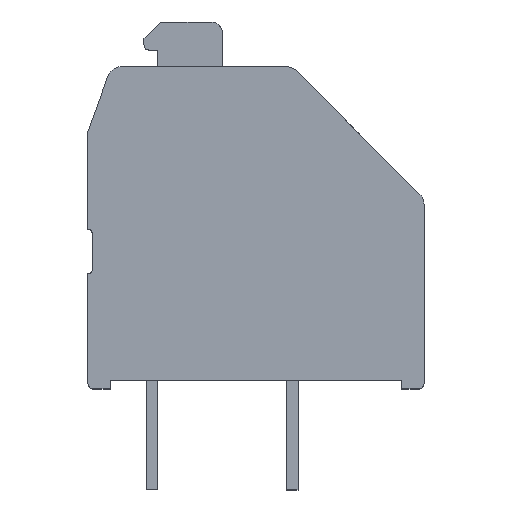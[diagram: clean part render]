
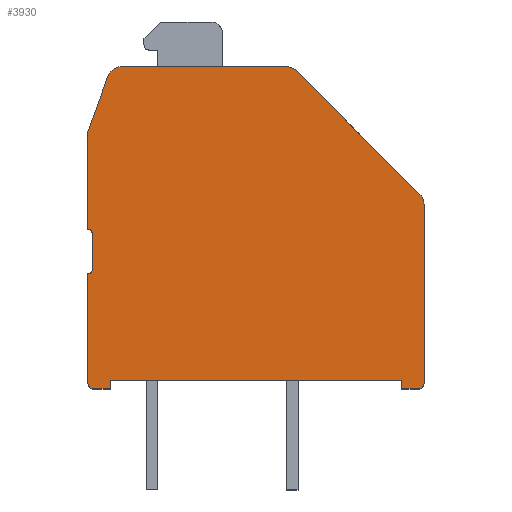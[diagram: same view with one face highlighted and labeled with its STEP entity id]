
A CAD part, top view. The second image highlights one B-rep face of the part: STEP entity #3930.
In plain terms, the highlighted planar face has unit normal (0, 0, 1).
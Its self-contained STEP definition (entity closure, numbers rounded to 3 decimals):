
#29=CIRCLE('',#4016,0.5);
#50=CIRCLE('',#4089,0.15);
#52=CIRCLE('',#4093,0.15);
#54=CIRCLE('',#4098,0.5);
#56=CIRCLE('',#4101,0.5);
#71=CIRCLE('',#4149,0.2);
#72=CIRCLE('',#4155,0.2);
#140=PLANE('',#4156);
#205=LINE('',#5065,#542);
#299=LINE('',#5305,#636);
#348=LINE('',#5423,#685);
#353=LINE('',#5434,#690);
#358=LINE('',#5448,#695);
#365=LINE('',#5465,#702);
#382=LINE('',#5495,#719);
#387=LINE('',#5511,#724);
#430=LINE('',#5632,#767);
#431=LINE('',#5634,#768);
#433=LINE('',#5638,#770);
#435=LINE('',#5642,#772);
#542=VECTOR('',#4255,1000.);
#636=VECTOR('',#4463,1000.);
#685=VECTOR('',#4558,1000.);
#690=VECTOR('',#4565,1000.);
#695=VECTOR('',#4578,1000.);
#702=VECTOR('',#4593,1000.);
#719=VECTOR('',#4612,1000.);
#724=VECTOR('',#4631,1000.);
#767=VECTOR('',#4770,1000.);
#768=VECTOR('',#4773,1000.);
#770=VECTOR('',#4777,1000.);
#772=VECTOR('',#4781,1000.);
#1375=ORIENTED_EDGE('',*,*,#1905,.T.);
#1376=ORIENTED_EDGE('',*,*,#1909,.F.);
#1377=ORIENTED_EDGE('',*,*,#1912,.T.);
#1378=ORIENTED_EDGE('',*,*,#1915,.F.);
#1379=ORIENTED_EDGE('',*,*,#1921,.T.);
#1380=ORIENTED_EDGE('',*,*,#2003,.T.);
#1381=ORIENTED_EDGE('',*,*,#2005,.T.);
#1382=ORIENTED_EDGE('',*,*,#2006,.T.);
#1383=ORIENTED_EDGE('',*,*,#1900,.T.);
#1384=ORIENTED_EDGE('',*,*,#2008,.T.);
#1385=ORIENTED_EDGE('',*,*,#2010,.T.);
#1386=ORIENTED_EDGE('',*,*,#2011,.T.);
#1387=ORIENTED_EDGE('',*,*,#1938,.T.);
#1388=ORIENTED_EDGE('',*,*,#1942,.T.);
#1389=ORIENTED_EDGE('',*,*,#1718,.T.);
#1390=ORIENTED_EDGE('',*,*,#1735,.T.);
#1391=ORIENTED_EDGE('',*,*,#1841,.T.);
#1392=ORIENTED_EDGE('',*,*,#1945,.T.);
#1393=ORIENTED_EDGE('',*,*,#1947,.T.);
#1718=EDGE_CURVE('',#2136,#2135,#205,.T.);
#1735=EDGE_CURVE('',#2135,#2149,#29,.T.);
#1841=EDGE_CURVE('',#2149,#2224,#299,.T.);
#1900=EDGE_CURVE('',#2271,#2270,#348,.T.);
#1905=EDGE_CURVE('',#2276,#2275,#353,.T.);
#1909=EDGE_CURVE('',#2278,#2275,#50,.T.);
#1912=EDGE_CURVE('',#2278,#2280,#358,.T.);
#1915=EDGE_CURVE('',#2282,#2280,#52,.T.);
#1921=EDGE_CURVE('',#2282,#2286,#365,.T.);
#1938=EDGE_CURVE('',#2299,#2298,#382,.T.);
#1942=EDGE_CURVE('',#2298,#2136,#54,.T.);
#1945=EDGE_CURVE('',#2224,#2302,#56,.T.);
#1947=EDGE_CURVE('',#2302,#2276,#387,.T.);
#2003=EDGE_CURVE('',#2286,#2331,#71,.T.);
#2005=EDGE_CURVE('',#2331,#2332,#430,.T.);
#2006=EDGE_CURVE('',#2332,#2271,#431,.T.);
#2008=EDGE_CURVE('',#2270,#2333,#433,.T.);
#2010=EDGE_CURVE('',#2333,#2334,#435,.T.);
#2011=EDGE_CURVE('',#2334,#2299,#72,.T.);
#2135=VERTEX_POINT('',#5064);
#2136=VERTEX_POINT('',#5066);
#2149=VERTEX_POINT('',#5097);
#2224=VERTEX_POINT('',#5304);
#2270=VERTEX_POINT('',#5422);
#2271=VERTEX_POINT('',#5424);
#2275=VERTEX_POINT('',#5433);
#2276=VERTEX_POINT('',#5435);
#2278=VERTEX_POINT('',#5441);
#2280=VERTEX_POINT('',#5447);
#2282=VERTEX_POINT('',#5453);
#2286=VERTEX_POINT('',#5464);
#2298=VERTEX_POINT('',#5494);
#2299=VERTEX_POINT('',#5496);
#2302=VERTEX_POINT('',#5507);
#2331=VERTEX_POINT('',#5627);
#2332=VERTEX_POINT('',#5631);
#2333=VERTEX_POINT('',#5637);
#2334=VERTEX_POINT('',#5641);
#2514=EDGE_LOOP('',(#1375,#1376,#1377,#1378,#1379,#1380,#1381,#1382,#1383,
#1384,#1385,#1386,#1387,#1388,#1389,#1390,#1391,#1392,#1393));
#2673=FACE_BOUND('',#2514,.T.);
#3930=ADVANCED_FACE('',(#2673),#140,.T.);
#4016=AXIS2_PLACEMENT_3D('',#5098,#4284,#4285);
#4089=AXIS2_PLACEMENT_3D('',#5442,#4572,#4573);
#4093=AXIS2_PLACEMENT_3D('',#5454,#4584,#4585);
#4098=AXIS2_PLACEMENT_3D('',#5502,#4619,#4620);
#4101=AXIS2_PLACEMENT_3D('',#5508,#4626,#4627);
#4149=AXIS2_PLACEMENT_3D('',#5628,#4765,#4766);
#4155=AXIS2_PLACEMENT_3D('',#5644,#4784,#4785);
#4156=AXIS2_PLACEMENT_3D('',#5645,#4786,#4787);
#4255=DIRECTION('',(-0.707,0.707,0.));
#4284=DIRECTION('',(0.,0.,1.));
#4285=DIRECTION('',(1.,0.,0.));
#4463=DIRECTION('',(-1.,0.,0.));
#4558=DIRECTION('',(1.,0.,0.));
#4565=DIRECTION('',(0.,-1.,0.));
#4572=DIRECTION('',(0.,0.,1.));
#4573=DIRECTION('',(1.,0.,0.));
#4578=DIRECTION('',(0.,-1.,0.));
#4584=DIRECTION('',(0.,0.,1.));
#4585=DIRECTION('',(1.,0.,0.));
#4593=DIRECTION('',(0.,-1.,0.));
#4612=DIRECTION('',(0.,1.,0.));
#4619=DIRECTION('',(0.,0.,1.));
#4620=DIRECTION('',(1.,0.,0.));
#4626=DIRECTION('',(0.,0.,1.));
#4627=DIRECTION('',(1.,0.,0.));
#4631=DIRECTION('',(-0.342,-0.94,0.));
#4765=DIRECTION('',(0.,0.,1.));
#4766=DIRECTION('',(1.,0.,0.));
#4770=DIRECTION('',(1.,0.,0.));
#4773=DIRECTION('',(0.,1.,0.));
#4777=DIRECTION('',(0.,-1.,0.));
#4781=DIRECTION('',(1.,0.,0.));
#4784=DIRECTION('',(0.,0.,1.));
#4785=DIRECTION('',(1.,0.,0.));
#4786=DIRECTION('',(0.,0.,1.));
#4787=DIRECTION('',(1.,0.,0.));
#5064=CARTESIAN_POINT('',(0.146,11.354,9.12));
#5065=CARTESIAN_POINT('',(4.554,6.946,9.12));
#5066=CARTESIAN_POINT('',(4.554,6.946,9.12));
#5097=CARTESIAN_POINT('',(-0.207,11.5,9.12));
#5098=CARTESIAN_POINT('',(-0.207,11.,9.12));
#5304=CARTESIAN_POINT('',(-6.113,11.5,9.12));
#5305=CARTESIAN_POINT('',(-0.207,11.5,9.12));
#5422=CARTESIAN_POINT('',(3.9,0.3,9.12));
#5423=CARTESIAN_POINT('',(-6.5,0.3,9.12));
#5424=CARTESIAN_POINT('',(-6.5,0.3,9.12));
#5433=CARTESIAN_POINT('',(-7.3,5.7,9.12));
#5434=CARTESIAN_POINT('',(-7.3,9.2,9.12));
#5435=CARTESIAN_POINT('',(-7.3,9.2,9.12));
#5441=CARTESIAN_POINT('',(-7.15,5.55,9.12));
#5442=CARTESIAN_POINT('',(-7.3,5.55,9.12));
#5447=CARTESIAN_POINT('',(-7.15,4.25,9.12));
#5448=CARTESIAN_POINT('',(-7.15,5.55,9.12));
#5453=CARTESIAN_POINT('',(-7.3,4.1,9.12));
#5454=CARTESIAN_POINT('',(-7.3,4.25,9.12));
#5464=CARTESIAN_POINT('',(-7.3,0.2,9.12));
#5465=CARTESIAN_POINT('',(-7.3,4.1,9.12));
#5494=CARTESIAN_POINT('',(4.7,6.593,9.12));
#5495=CARTESIAN_POINT('',(4.7,0.2,9.12));
#5496=CARTESIAN_POINT('',(4.7,0.2,9.12));
#5502=CARTESIAN_POINT('',(4.2,6.593,9.12));
#5507=CARTESIAN_POINT('',(-6.583,11.171,9.12));
#5508=CARTESIAN_POINT('',(-6.113,11.,9.12));
#5511=CARTESIAN_POINT('',(-6.583,11.171,9.12));
#5627=CARTESIAN_POINT('',(-7.1,0.,9.12));
#5628=CARTESIAN_POINT('',(-7.1,0.2,9.12));
#5631=CARTESIAN_POINT('',(-6.5,0.,9.12));
#5632=CARTESIAN_POINT('',(-7.1,0.,9.12));
#5634=CARTESIAN_POINT('',(-6.5,0.,9.12));
#5637=CARTESIAN_POINT('',(3.9,0.,9.12));
#5638=CARTESIAN_POINT('',(3.9,0.3,9.12));
#5641=CARTESIAN_POINT('',(4.5,0.,9.12));
#5642=CARTESIAN_POINT('',(3.9,0.,9.12));
#5644=CARTESIAN_POINT('',(4.5,0.2,9.12));
#5645=CARTESIAN_POINT('',(-7.3,5.55,9.12));
